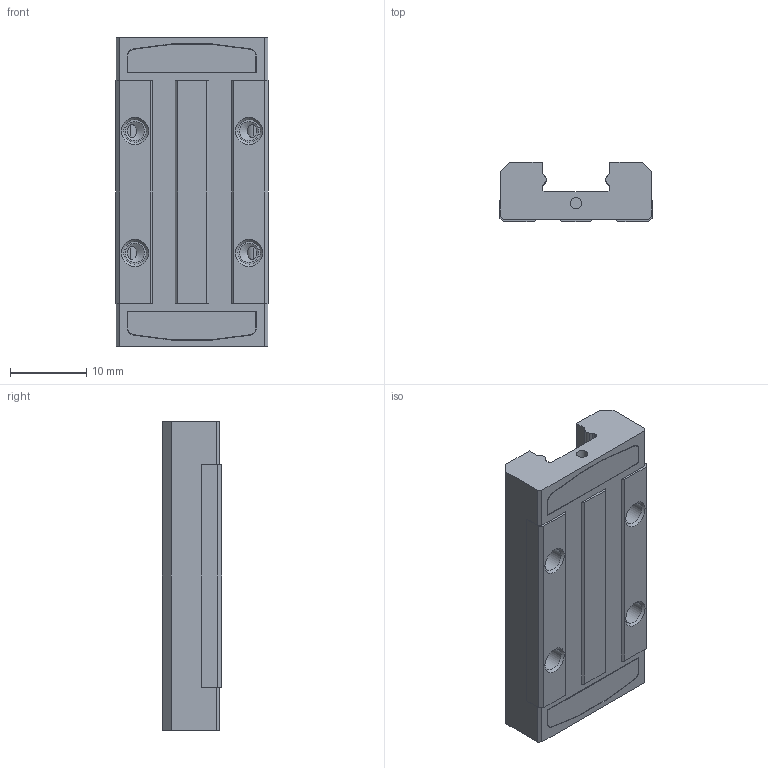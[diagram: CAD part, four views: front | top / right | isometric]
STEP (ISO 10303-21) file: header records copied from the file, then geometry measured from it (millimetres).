
FILE_DESCRIPTION(/* description */ (''),/* implementation_level */ '2;1');
FILE_NAME(/* name */ 'MB09SL.stp',/* time_stamp */ '2015-06-18T16:57:48+08:00',/* author */ ('carryzheng'),/* organization */ (''),/* preprocessor_version */ 'ST-DEVELOPER v15.6',/* originating_system */ 'Autodesk Inventor 2015',/* authorisation */ '');
FILE_SCHEMA (('AUTOMOTIVE_DESIGN { 1 0 10303 214 3 1 1 }'));
Length unit declared in the file: millimetre
Products named in the file (2): MB09SL-GGX-0A; MB09SL
Assembly tree (1 placements, depth 2):
  MB09SL
    MB09SL-GGX-0A
Bounding box: 20 x 7.8 x 40.5 mm (x, y, z)
Volume: 4620.3 mm3; surface area: 2972.1 mm2
Topology: 1 solids, 1 shells, 111 faces, 283 edges, 187 vertices
Faces by surface type: plane 66, cylinder 25, bspline 12, cone 8
Full cylindrical faces by diameter (mm): 1.5 x1, 2.5 x4, 3 x4
Entity records: 3766 total; most frequent: CARTESIAN_POINT 1200, ORIENTED_EDGE 512, DIRECTION 484, EDGE_CURVE 256, VERTEX_POINT 178, LINE 176, VECTOR 176, AXIS2_PLACEMENT_3D 154
